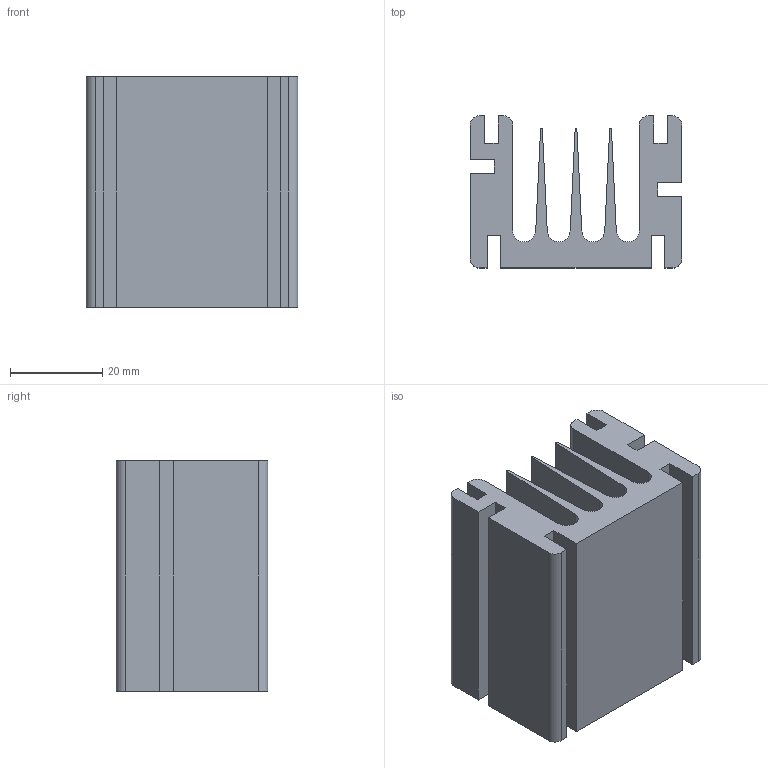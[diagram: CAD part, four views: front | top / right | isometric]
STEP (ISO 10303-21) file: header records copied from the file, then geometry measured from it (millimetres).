
FILE_DESCRIPTION(/* description */ (''),/* implementation_level */ '2;1');
FILE_NAME(/* name */ 'SK68-50SAFISCHER ELEKTRONIK.step',/* time_stamp */ '2025-12-13T14:04:57+01:00',/* author */ (''),/* organization */ (''),/* preprocessor_version */ 'ST-DEVELOPER v20.1',/* originating_system */ 'Autodesk Translation Framework v14.21.0.0',/* authorisation */ '');
FILE_SCHEMA (('AUTOMOTIVE_DESIGN { 1 0 10303 214 3 1 1 }'));
Length unit declared in the file: millimetre
Products named in the file (1): SK68-50SAFISCHER ELEKTRONIK
Bounding box: 46 x 33 x 50 mm (x, y, z)
Volume: 38728 mm3; surface area: 22191.5 mm2
Topology: 1 solids, 1 shells, 52 faces, 150 edges, 100 vertices
Faces by surface type: plane 39, cylinder 13
Entity records: 1740 total; most frequent: CARTESIAN_POINT 303, ORIENTED_EDGE 300, DIRECTION 282, EDGE_CURVE 150, LINE 124, VECTOR 124, VERTEX_POINT 100, AXIS2_PLACEMENT_3D 79
